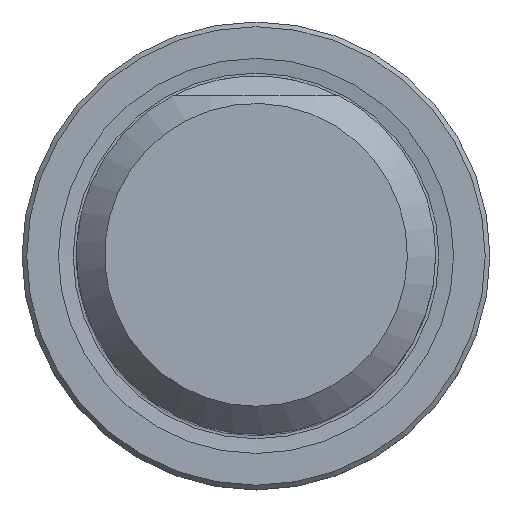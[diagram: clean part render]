
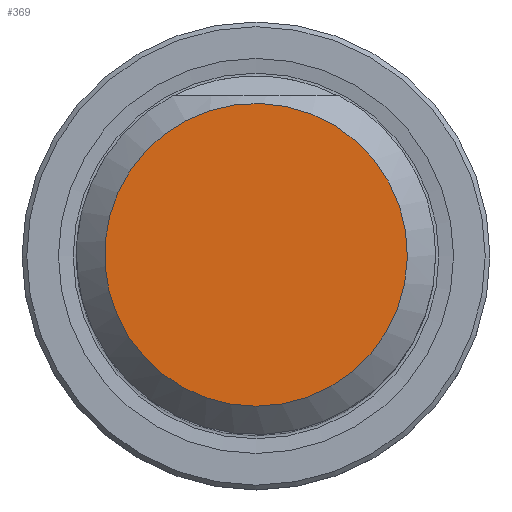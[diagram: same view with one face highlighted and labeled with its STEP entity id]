
A CAD part, top view. The second image highlights one B-rep face of the part: STEP entity #369.
In plain terms, the highlighted planar face has unit normal (0, 0, 1).
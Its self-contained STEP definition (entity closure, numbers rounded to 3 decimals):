
#246=PLANE('',#6102);
#369=ADVANCED_FACE('',(#786),#246,.T.);
#786=FACE_OUTER_BOUND('',#1068,.T.);
#1068=EDGE_LOOP('',(#1852));
#1552=CIRCLE('',#6101,16.046);
#1852=ORIENTED_EDGE('',*,*,#3970,.T.);
#3408=VERTEX_POINT('',#9367);
#3970=EDGE_CURVE('',#3408,#3408,#1552,.T.);
#6101=AXIS2_PLACEMENT_3D('',#9366,#6948,#6949);
#6102=AXIS2_PLACEMENT_3D('',#9368,#6950,#6951);
#6948=DIRECTION('',(0.,0.,1.));
#6949=DIRECTION('',(0.,-1.,0.));
#6950=DIRECTION('',(0.,0.,1.));
#6951=DIRECTION('',(0.,-1.,0.));
#9366=CARTESIAN_POINT('',(0.,0.,70.));
#9367=CARTESIAN_POINT('',(0.,-16.046,70.));
#9368=CARTESIAN_POINT('',(0.,0.,70.));
